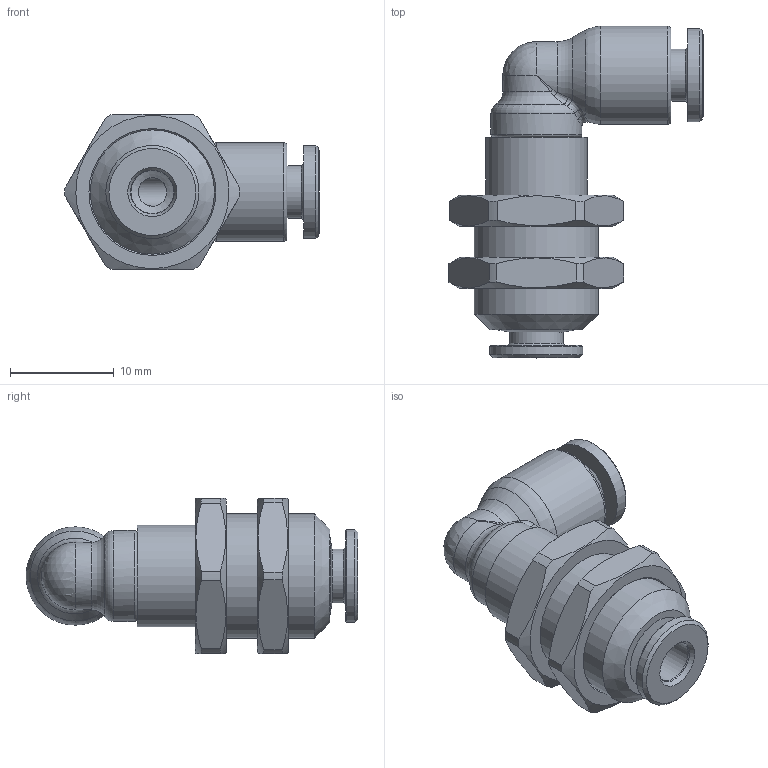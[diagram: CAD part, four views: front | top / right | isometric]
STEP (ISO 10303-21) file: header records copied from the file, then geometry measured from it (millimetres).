
FILE_DESCRIPTION(/* description */ ('STEP AP214'),/* implementation_level */ '2;1');
FILE_NAME(/* name */ 'B0380010',/* time_stamp */ '2023-03-30T13:11:33+02:00',/* author */ ('License CC BY-ND 4.0'),/* organization */ ('CADENAS'),/* preprocessor_version */ 'ST-DEVELOPER v19.3',/* originating_system */ 'PARTsolutions',/* authorisation */ ' ');
FILE_SCHEMA (('AUTOMOTIVE_DESIGN {1 0 10303 214 3 1 1}'));
Length unit declared in the file: millimetre
Products named in the file (1): B0380010
Bounding box: 24.55 x 32.06 x 15 mm (x, y, z)
Volume: 3130.8 mm3; surface area: 2492.3 mm2
Topology: 1 solids, 1 shells, 254 faces, 651 edges, 423 vertices
Faces by surface type: plane 126, bspline 75, cylinder 28, cone 17, torus 7, sphere 1
Full cylindrical faces by diameter (mm): 2.75 x2, 4.15 x2, 5.05 x1, 5.2 x1, 7.45 x1, 8.8 x1, 9 x2, 9.5 x1, 9.8 x1, 12 x2
Entity records: 12786 total; most frequent: CARTESIAN_POINT 5565, ORIENTED_EDGE 1198, DIRECTION 872, EDGE_CURVE 599, VERTEX_POINT 409, LINE 338, VECTOR 338, EDGE_LOOP 318
